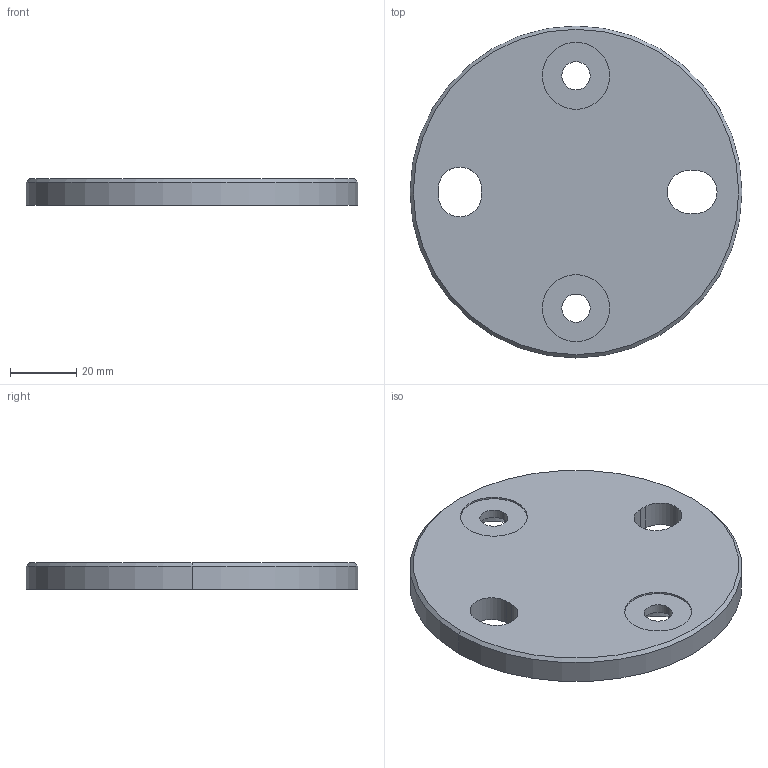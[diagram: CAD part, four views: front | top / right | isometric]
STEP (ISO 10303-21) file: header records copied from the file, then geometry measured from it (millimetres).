
FILE_DESCRIPTION (( 'STEP AP203' ), '1' );
FILE_NAME ('50132-240-8-PL.STEP', '2021-05-10T11:10:55', ( '' ), ( '' ), 'SwSTEP 2.0', 'SolidWorks 2018', '' );
FILE_SCHEMA (( 'CONFIG_CONTROL_DESIGN' ));
Length unit declared in the file: millimetre
Products named in the file (2): 50132-240-8-PL
Bounding box: 100 x 100 x 8 mm (x, y, z)
Volume: 58136.2 mm3; surface area: 18280.5 mm2
Topology: 1 solids, 1 shells, 346 faces, 924 edges, 614 vertices
Faces by surface type: plane 182, bspline 143, cylinder 15, cone 6
Entity records: 18073 total; most frequent: CARTESIAN_POINT 10213, ORIENTED_EDGE 1848, DIRECTION 1084, EDGE_CURVE 924, VERTEX_POINT 614, VECTOR 602, LINE 602, EDGE_LOOP 388
